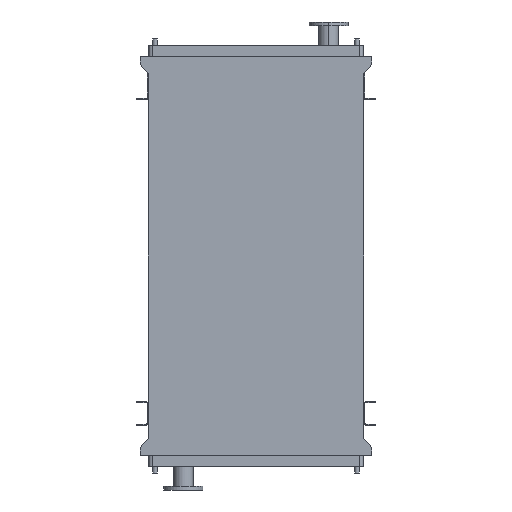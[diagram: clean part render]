
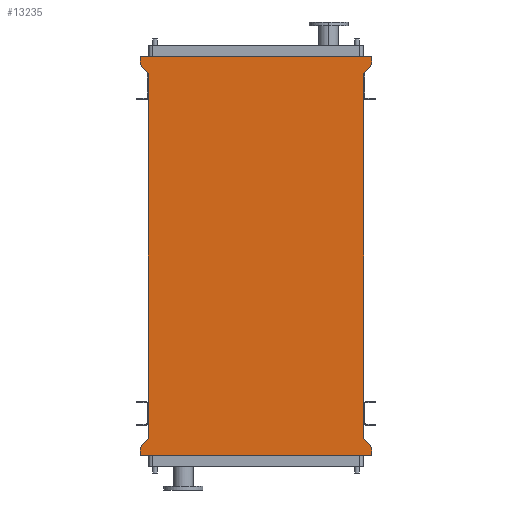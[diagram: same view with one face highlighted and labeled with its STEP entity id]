
A CAD part, front view. The second image highlights one B-rep face of the part: STEP entity #13235.
In plain terms, the highlighted planar face has unit normal (0, -1, 0).
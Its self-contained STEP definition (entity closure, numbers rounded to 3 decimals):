
#177 = CARTESIAN_POINT ( 'NONE',  ( 651., 0., -2145. ) ) ;
#822 = FACE_OUTER_BOUND ( 'NONE', #10763, .T. ) ;
#999 = EDGE_CURVE ( 'NONE', #10368, #13417, #9902, .T. ) ;
#1404 = VECTOR ( 'NONE', #9712, 1000. ) ;
#1566 = EDGE_CURVE ( 'NONE', #4065, #8096, #7012, .T. ) ;
#1567 = ORIENTED_EDGE ( 'NONE', *, *, #9375, .T. ) ;
#1712 = CARTESIAN_POINT ( 'NONE',  ( -651., 0., -2145. ) ) ;
#1925 = DIRECTION ( 'NONE',  ( 0., 0., -1. ) ) ;
#2009 = CARTESIAN_POINT ( 'NONE',  ( 651., 0., -2103. ) ) ;
#2298 = EDGE_CURVE ( 'NONE', #8403, #9850, #4747, .T. ) ;
#2486 = EDGE_CURVE ( 'NONE', #9850, #4516, #4337, .T. ) ;
#2506 = DIRECTION ( 'NONE',  ( 0.655, 0., 0.755 ) ) ;
#2527 = ORIENTED_EDGE ( 'NONE', *, *, #15458, .F. ) ;
#2535 = CARTESIAN_POINT ( 'NONE',  ( -605., 0., -2050. ) ) ;
#2640 = EDGE_CURVE ( 'NONE', #6672, #10062, #15529, .T. ) ;
#2716 = CARTESIAN_POINT ( 'NONE',  ( 651., 0., 53. ) ) ;
#2764 = EDGE_CURVE ( 'NONE', #3320, #6672, #12178, .T. ) ;
#2806 = CARTESIAN_POINT ( 'NONE',  ( -605., 0., -2050. ) ) ;
#3197 = LINE ( 'NONE', #7812, #7408 ) ;
#3277 = ORIENTED_EDGE ( 'NONE', *, *, #8438, .F. ) ;
#3320 = VERTEX_POINT ( 'NONE', #2535 ) ;
#3457 = CARTESIAN_POINT ( 'NONE',  ( -605., 0., -2050. ) ) ;
#3708 = VECTOR ( 'NONE', #9591, 1000. ) ;
#3783 = DIRECTION ( 'NONE',  ( -0.655, 0., -0.755 ) ) ;
#4065 = VERTEX_POINT ( 'NONE', #4721 ) ;
#4215 = VECTOR ( 'NONE', #5284, 1000. ) ;
#4302 = ORIENTED_EDGE ( 'NONE', *, *, #1566, .F. ) ;
#4337 = LINE ( 'NONE', #9164, #4215 ) ;
#4400 = CARTESIAN_POINT ( 'NONE',  ( 651., 0., 53. ) ) ;
#4516 = VERTEX_POINT ( 'NONE', #7454 ) ;
#4684 = CARTESIAN_POINT ( 'NONE',  ( 651., 0., 95. ) ) ;
#4690 = ORIENTED_EDGE ( 'NONE', *, *, #2486, .F. ) ;
#4721 = CARTESIAN_POINT ( 'NONE',  ( 605., 0., -2050. ) ) ;
#4747 = LINE ( 'NONE', #10622, #3708 ) ;
#4922 = EDGE_CURVE ( 'NONE', #8096, #8403, #15208, .T. ) ;
#5246 = ORIENTED_EDGE ( 'NONE', *, *, #7946, .F. ) ;
#5284 = DIRECTION ( 'NONE',  ( 0., 0., 1. ) ) ;
#5436 = ORIENTED_EDGE ( 'NONE', *, *, #999, .F. ) ;
#5896 = LINE ( 'NONE', #9710, #14970 ) ;
#6476 = CARTESIAN_POINT ( 'NONE',  ( 651., 0., -2103. ) ) ;
#6672 = VERTEX_POINT ( 'NONE', #11391 ) ;
#6739 = ORIENTED_EDGE ( 'NONE', *, *, #2640, .F. ) ;
#6856 = DIRECTION ( 'NONE',  ( 0.655, 0., -0.755 ) ) ;
#6965 = CARTESIAN_POINT ( 'NONE',  ( -651., 0., 53. ) ) ;
#7012 = LINE ( 'NONE', #2009, #7229 ) ;
#7229 = VECTOR ( 'NONE', #6856, 1000. ) ;
#7376 = VECTOR ( 'NONE', #2506, 1000. ) ;
#7405 = DIRECTION ( 'NONE',  ( 0., 0., 1. ) ) ;
#7408 = VECTOR ( 'NONE', #8053, 1000. ) ;
#7454 = CARTESIAN_POINT ( 'NONE',  ( -651., 0., -2103. ) ) ;
#7812 = CARTESIAN_POINT ( 'NONE',  ( 605., 0., -2050. ) ) ;
#7901 = VERTEX_POINT ( 'NONE', #9822 ) ;
#7946 = EDGE_CURVE ( 'NONE', #4516, #3320, #14744, .T. ) ;
#8053 = DIRECTION ( 'NONE',  ( 0., 0., 1. ) ) ;
#8096 = VERTEX_POINT ( 'NONE', #6476 ) ;
#8272 = VECTOR ( 'NONE', #7405, 1000. ) ;
#8403 = VERTEX_POINT ( 'NONE', #177 ) ;
#8438 = EDGE_CURVE ( 'NONE', #13417, #7901, #14801, .T. ) ;
#8639 = CARTESIAN_POINT ( 'NONE',  ( 651., 0., 95. ) ) ;
#9164 = CARTESIAN_POINT ( 'NONE',  ( -651., 0., -2103. ) ) ;
#9172 = DIRECTION ( 'NONE',  ( 0., 0., -1. ) ) ;
#9375 = EDGE_CURVE ( 'NONE', #4065, #7901, #3197, .T. ) ;
#9591 = DIRECTION ( 'NONE',  ( -1., 0., 0. ) ) ;
#9710 = CARTESIAN_POINT ( 'NONE',  ( -651., 0., 53. ) ) ;
#9712 = DIRECTION ( 'NONE',  ( 1., 0., 0. ) ) ;
#9749 = DIRECTION ( 'NONE',  ( 0., 0., -1. ) ) ;
#9822 = CARTESIAN_POINT ( 'NONE',  ( 605., 0., 0. ) ) ;
#9850 = VERTEX_POINT ( 'NONE', #1712 ) ;
#9902 = LINE ( 'NONE', #8639, #11514 ) ;
#10062 = VERTEX_POINT ( 'NONE', #6965 ) ;
#10127 = VERTEX_POINT ( 'NONE', #10813 ) ;
#10368 = VERTEX_POINT ( 'NONE', #4684 ) ;
#10622 = CARTESIAN_POINT ( 'NONE',  ( -651., 0., -2145. ) ) ;
#10763 = EDGE_LOOP ( 'NONE', ( #1567, #3277, #5436, #14016, #2527, #6739, #12862, #5246, #4690, #11271, #13680, #4302 ) ) ;
#10813 = CARTESIAN_POINT ( 'NONE',  ( -651., 0., 95. ) ) ;
#11271 = ORIENTED_EDGE ( 'NONE', *, *, #2298, .F. ) ;
#11391 = CARTESIAN_POINT ( 'NONE',  ( -605., 0., 0. ) ) ;
#11407 = EDGE_CURVE ( 'NONE', #10127, #10368, #15597, .T. ) ;
#11514 = VECTOR ( 'NONE', #9749, 1000. ) ;
#11793 = PLANE ( 'NONE',  #14869 ) ;
#11941 = CARTESIAN_POINT ( 'NONE',  ( -605., 0., 0. ) ) ;
#12178 = LINE ( 'NONE', #13285, #8272 ) ;
#12862 = ORIENTED_EDGE ( 'NONE', *, *, #2764, .F. ) ;
#13206 = CARTESIAN_POINT ( 'NONE',  ( -651., 0., 95. ) ) ;
#13235 = ADVANCED_FACE ( 'NONE', ( #822 ), #11793, .T. ) ;
#13285 = CARTESIAN_POINT ( 'NONE',  ( -605., 0., -2050. ) ) ;
#13347 = VECTOR ( 'NONE', #15606, 1000. ) ;
#13417 = VERTEX_POINT ( 'NONE', #4400 ) ;
#13477 = VECTOR ( 'NONE', #3783, 1000. ) ;
#13680 = ORIENTED_EDGE ( 'NONE', *, *, #4922, .F. ) ;
#14001 = CARTESIAN_POINT ( 'NONE',  ( 651., 0., -2145. ) ) ;
#14016 = ORIENTED_EDGE ( 'NONE', *, *, #11407, .F. ) ;
#14091 = DIRECTION ( 'NONE',  ( 0., -1., 0. ) ) ;
#14553 = DIRECTION ( 'NONE',  ( 0., 0., 1. ) ) ;
#14744 = LINE ( 'NONE', #2806, #7376 ) ;
#14801 = LINE ( 'NONE', #2716, #13477 ) ;
#14869 = AXIS2_PLACEMENT_3D ( 'NONE', #3457, #14091, #9172 ) ;
#14970 = VECTOR ( 'NONE', #14553, 1000. ) ;
#15208 = LINE ( 'NONE', #14001, #15440 ) ;
#15440 = VECTOR ( 'NONE', #1925, 1000. ) ;
#15458 = EDGE_CURVE ( 'NONE', #10062, #10127, #5896, .T. ) ;
#15529 = LINE ( 'NONE', #11941, #13347 ) ;
#15597 = LINE ( 'NONE', #13206, #1404 ) ;
#15606 = DIRECTION ( 'NONE',  ( -0.655, 0., 0.755 ) ) ;
